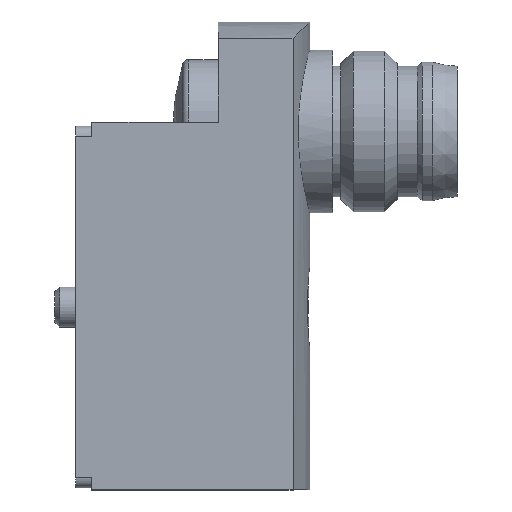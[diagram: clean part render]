
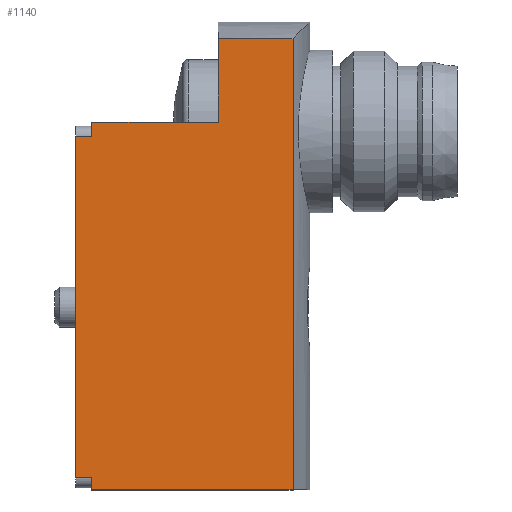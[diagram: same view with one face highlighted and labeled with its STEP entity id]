
A CAD part, top view. The second image highlights one B-rep face of the part: STEP entity #1140.
In plain terms, the highlighted planar face has unit normal (0, 0, 1).
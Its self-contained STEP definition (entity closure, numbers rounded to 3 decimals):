
#192=ORIENTED_EDGE('',*,*,#473,.F.);
#193=ORIENTED_EDGE('',*,*,#484,.T.);
#194=ORIENTED_EDGE('',*,*,#485,.T.);
#195=ORIENTED_EDGE('',*,*,#486,.T.);
#196=ORIENTED_EDGE('',*,*,#487,.F.);
#197=ORIENTED_EDGE('',*,*,#458,.T.);
#198=ORIENTED_EDGE('',*,*,#488,.T.);
#199=ORIENTED_EDGE('',*,*,#454,.F.);
#200=ORIENTED_EDGE('',*,*,#489,.T.);
#201=ORIENTED_EDGE('',*,*,#490,.F.);
#454=EDGE_CURVE('',#602,#603,#694,.T.);
#458=EDGE_CURVE('',#606,#607,#695,.T.);
#473=EDGE_CURVE('',#621,#612,#705,.T.);
#484=EDGE_CURVE('',#621,#628,#714,.T.);
#485=EDGE_CURVE('',#628,#629,#715,.T.);
#486=EDGE_CURVE('',#629,#630,#716,.T.);
#487=EDGE_CURVE('',#606,#630,#717,.T.);
#488=EDGE_CURVE('',#607,#603,#718,.T.);
#489=EDGE_CURVE('',#602,#631,#719,.T.);
#490=EDGE_CURVE('',#612,#631,#720,.T.);
#602=VERTEX_POINT('',#1811);
#603=VERTEX_POINT('',#1813);
#606=VERTEX_POINT('',#1822);
#607=VERTEX_POINT('',#1823);
#612=VERTEX_POINT('',#1835);
#621=VERTEX_POINT('',#1862);
#628=VERTEX_POINT('',#1882);
#629=VERTEX_POINT('',#1886);
#630=VERTEX_POINT('',#1888);
#631=VERTEX_POINT('',#1892);
#694=LINE('',#1812,#778);
#695=LINE('',#1821,#779);
#705=LINE('',#1863,#789);
#714=LINE('',#1883,#798);
#715=LINE('',#1885,#799);
#716=LINE('',#1887,#800);
#717=LINE('',#1889,#801);
#718=LINE('',#1890,#802);
#719=LINE('',#1891,#803);
#720=LINE('',#1893,#804);
#778=VECTOR('',#1424,1000.);
#779=VECTOR('',#1435,1000.);
#789=VECTOR('',#1451,1000.);
#798=VECTOR('',#1468,1000.);
#799=VECTOR('',#1471,1000.);
#800=VECTOR('',#1472,1000.);
#801=VECTOR('',#1473,1000.);
#802=VECTOR('',#1474,1000.);
#803=VECTOR('',#1475,1000.);
#804=VECTOR('',#1476,1000.);
#873=EDGE_LOOP('',(#192,#193,#194,#195,#196,#197,#198,#199,#200,#201));
#988=FACE_BOUND('',#873,.T.);
#1092=PLANE('',#1259);
#1140=ADVANCED_FACE('',(#988),#1092,.F.);
#1259=AXIS2_PLACEMENT_3D('',#1884,#1469,#1470);
#1424=DIRECTION('',(0.,-1.,0.));
#1435=DIRECTION('',(0.,-1.,0.));
#1451=DIRECTION('',(1.,0.,0.));
#1468=DIRECTION('',(0.,-1.,0.));
#1469=DIRECTION('',(0.,0.,-1.));
#1470=DIRECTION('',(-1.,0.,0.));
#1471=DIRECTION('',(-1.,0.,0.));
#1472=DIRECTION('',(0.,-1.,0.));
#1473=DIRECTION('',(-1.,0.,0.));
#1474=DIRECTION('',(1.,0.,0.));
#1475=DIRECTION('',(-1.,0.,0.));
#1476=DIRECTION('',(0.,1.,0.));
#1811=CARTESIAN_POINT('',(10.818,22.468,4.85));
#1812=CARTESIAN_POINT('',(10.818,24.,4.85));
#1813=CARTESIAN_POINT('',(10.818,0.,4.85));
#1821=CARTESIAN_POINT('',(0.8,24.,4.85));
#1822=CARTESIAN_POINT('',(0.8,0.6,4.85));
#1823=CARTESIAN_POINT('',(0.8,0.,4.85));
#1835=CARTESIAN_POINT('',(7.1,18.3,4.85));
#1862=CARTESIAN_POINT('',(0.8,18.3,4.85));
#1863=CARTESIAN_POINT('',(0.8,18.3,4.85));
#1882=CARTESIAN_POINT('',(0.8,17.6,4.85));
#1883=CARTESIAN_POINT('',(0.8,24.,4.85));
#1884=CARTESIAN_POINT('',(0.8,24.,4.85));
#1885=CARTESIAN_POINT('',(0.8,17.6,4.85));
#1886=CARTESIAN_POINT('',(0.,17.6,4.85));
#1887=CARTESIAN_POINT('',(0.,17.6,4.85));
#1888=CARTESIAN_POINT('',(0.,0.6,4.85));
#1889=CARTESIAN_POINT('',(0.8,0.6,4.85));
#1890=CARTESIAN_POINT('',(0.8,0.,4.85));
#1891=CARTESIAN_POINT('',(12.,22.468,4.85));
#1892=CARTESIAN_POINT('',(7.1,22.468,4.85));
#1893=CARTESIAN_POINT('',(7.1,24.,4.85));
